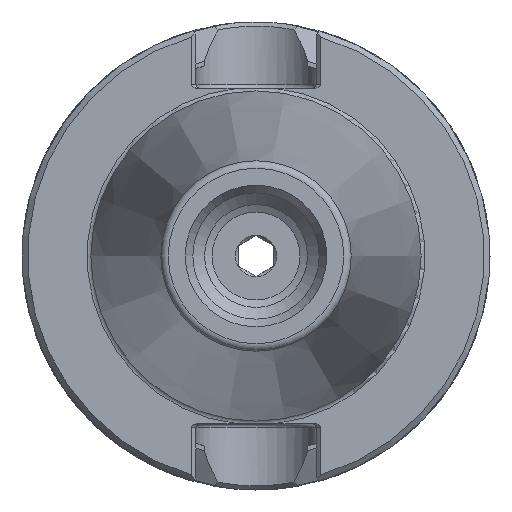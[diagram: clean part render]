
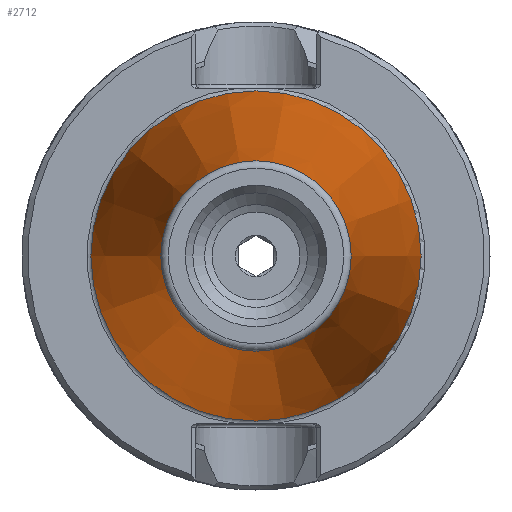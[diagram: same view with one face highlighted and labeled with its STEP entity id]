
A CAD part, left-side view. The second image highlights one B-rep face of the part: STEP entity #2712.
In plain terms, the highlighted conical face has half-angle 8.297 degrees and reference radius 17.456 mm.
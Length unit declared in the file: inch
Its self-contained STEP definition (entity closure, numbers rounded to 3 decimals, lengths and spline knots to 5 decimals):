
#584=FACE_BOUND('',#878,.T.);
#673=FACE_OUTER_BOUND('',#877,.T.);
#877=EDGE_LOOP('',(#2022));
#878=EDGE_LOOP('',(#2023));
#1057=CIRCLE('',#2926,0.875);
#1066=CIRCLE('',#2943,0.50448);
#1240=VERTEX_POINT('',#4339);
#1249=VERTEX_POINT('',#4365);
#1537=EDGE_CURVE('',#1240,#1240,#1057,.T.);
#1546=EDGE_CURVE('',#1249,#1249,#1066,.T.);
#2022=ORIENTED_EDGE('',*,*,#1537,.T.);
#2023=ORIENTED_EDGE('',*,*,#1546,.F.);
#2556=CONICAL_SURFACE('',#2945,0.68724,8.297);
#2712=ADVANCED_FACE('',(#673,#584),#2556,.T.);
#2926=AXIS2_PLACEMENT_3D('',#4340,#3383,#3384);
#2943=AXIS2_PLACEMENT_3D('',#4366,#3417,#3418);
#2945=AXIS2_PLACEMENT_3D('',#4368,#3421,#3422);
#3383=DIRECTION('center_axis',(-1.,0.,0.));
#3384=DIRECTION('ref_axis',(0.,1.,0.));
#3417=DIRECTION('center_axis',(-1.,0.,0.));
#3418=DIRECTION('ref_axis',(0.,-1.,0.));
#3421=DIRECTION('center_axis',(1.,0.,0.));
#3422=DIRECTION('ref_axis',(0.,1.,0.));
#4339=CARTESIAN_POINT('',(0.00001,0.875,0.));
#4340=CARTESIAN_POINT('Origin',(0.00001,0.,0.));
#4365=CARTESIAN_POINT('',(-2.54077,0.50448,0.));
#4366=CARTESIAN_POINT('Origin',(-2.54077,0.,
0.));
#4368=CARTESIAN_POINT('Origin',(-1.2875,0.,0.));
